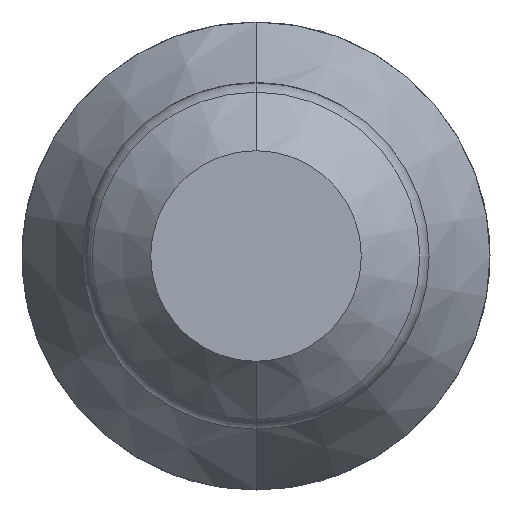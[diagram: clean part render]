
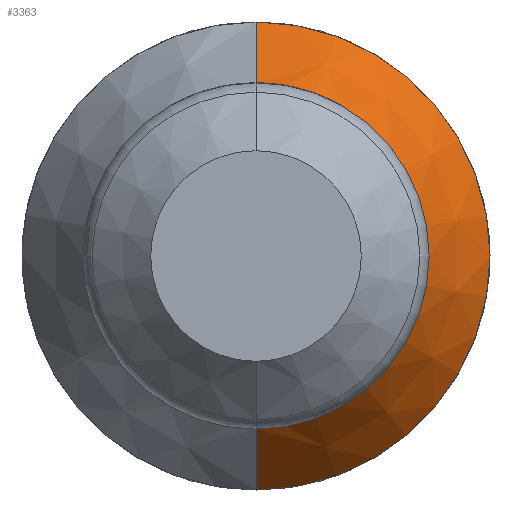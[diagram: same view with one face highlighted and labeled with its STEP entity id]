
A CAD part, front view. The second image highlights one B-rep face of the part: STEP entity #3363.
In plain terms, the highlighted conical face has half-angle 30 degrees and reference radius 0.74 mm.
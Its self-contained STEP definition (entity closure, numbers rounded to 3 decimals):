
#113 = DIRECTION ( 'NONE',  ( 0., 0., 1. ) ) ;
#329 = DIRECTION ( 'NONE',  ( 0., 0.866, 0.5 ) ) ;
#400 = DIRECTION ( 'NONE',  ( 0., 1., 0. ) ) ;
#512 = VECTOR ( 'NONE', #329, 1000. ) ;
#757 = LINE ( 'NONE', #880, #3612 ) ;
#880 = CARTESIAN_POINT ( 'NONE',  ( 0., -2.25, -0.74 ) ) ;
#938 = DIRECTION ( 'NONE',  ( 0., 1., 0. ) ) ;
#1003 = VERTEX_POINT ( 'NONE', #4038 ) ;
#1336 = CARTESIAN_POINT ( 'NONE',  ( 0., -2.25, 0. ) ) ;
#1357 = CARTESIAN_POINT ( 'NONE',  ( 0., -1.8, 1. ) ) ;
#1703 = EDGE_CURVE ( 'Defeature ausgef�hrt1_2+Defeature ausgef�hrt1_3+Defeature ausgef�hrt1_3+Defeature ausgef�hrt1_3', #3794, #2016, #5472, .T. ) ;
#1853 = DIRECTION ( 'NONE',  ( 0., 0., 1. ) ) ;
#2016 = VERTEX_POINT ( 'NONE', #2126 ) ;
#2053 = ORIENTED_EDGE ( 'NONE', *, *, #3804, .F. ) ;
#2067 = LINE ( 'NONE', #3773, #512 ) ;
#2126 = CARTESIAN_POINT ( 'NONE',  ( 0., -2.25, -0.74 ) ) ;
#2182 = EDGE_CURVE ( 'NONE', #3794, #3647, #2067, .T. ) ;
#2276 = CIRCLE ( 'NONE', #3746, 1. ) ;
#2609 = DIRECTION ( 'NONE',  ( 0., 0.866, -0.5 ) ) ;
#2620 = ORIENTED_EDGE ( 'NONE', *, *, #1703, .T. ) ;
#2677 = EDGE_LOOP ( 'NONE', ( #2620, #5451, #2053, #5601 ) ) ;
#2769 = CARTESIAN_POINT ( 'NONE',  ( 0., -2.25, 0.74 ) ) ;
#3342 = CONICAL_SURFACE ( 'NONE', #3845, 0.74, 0.524 ) ;
#3363 = ADVANCED_FACE ( 'Defeature ausgef�hrt1_2', ( #4298 ), #3342, .T. ) ;
#3401 = CARTESIAN_POINT ( 'NONE',  ( 0., -2.25, 0. ) ) ;
#3535 = CARTESIAN_POINT ( 'NONE',  ( 0., -1.8, 0. ) ) ;
#3612 = VECTOR ( 'NONE', #2609, 1000. ) ;
#3647 = VERTEX_POINT ( 'NONE', #1357 ) ;
#3746 = AXIS2_PLACEMENT_3D ( 'NONE', #3535, #4428, #1853 ) ;
#3773 = CARTESIAN_POINT ( 'NONE',  ( 0., -2.25, 0.74 ) ) ;
#3794 = VERTEX_POINT ( 'NONE', #2769 ) ;
#3804 = EDGE_CURVE ( 'Defeature ausgef�hrt1_0+Defeature ausgef�hrt1_2+Defeature ausgef�hrt1_2+Defeature ausgef�hrt1_2', #3647, #1003, #2276, .T. ) ;
#3845 = AXIS2_PLACEMENT_3D ( 'NONE', #1336, #938, #113 ) ;
#4038 = CARTESIAN_POINT ( 'NONE',  ( 0., -1.8, -1. ) ) ;
#4104 = AXIS2_PLACEMENT_3D ( 'NONE', #3401, #400, #4731 ) ;
#4298 = FACE_OUTER_BOUND ( 'NONE', #2677, .T. ) ;
#4428 = DIRECTION ( 'NONE',  ( 0., 1., 0. ) ) ;
#4609 = EDGE_CURVE ( 'NONE', #2016, #1003, #757, .T. ) ;
#4731 = DIRECTION ( 'NONE',  ( 0., 0., 1. ) ) ;
#5451 = ORIENTED_EDGE ( 'NONE', *, *, #4609, .T. ) ;
#5472 = CIRCLE ( 'NONE', #4104, 0.74 ) ;
#5601 = ORIENTED_EDGE ( 'NONE', *, *, #2182, .F. ) ;
